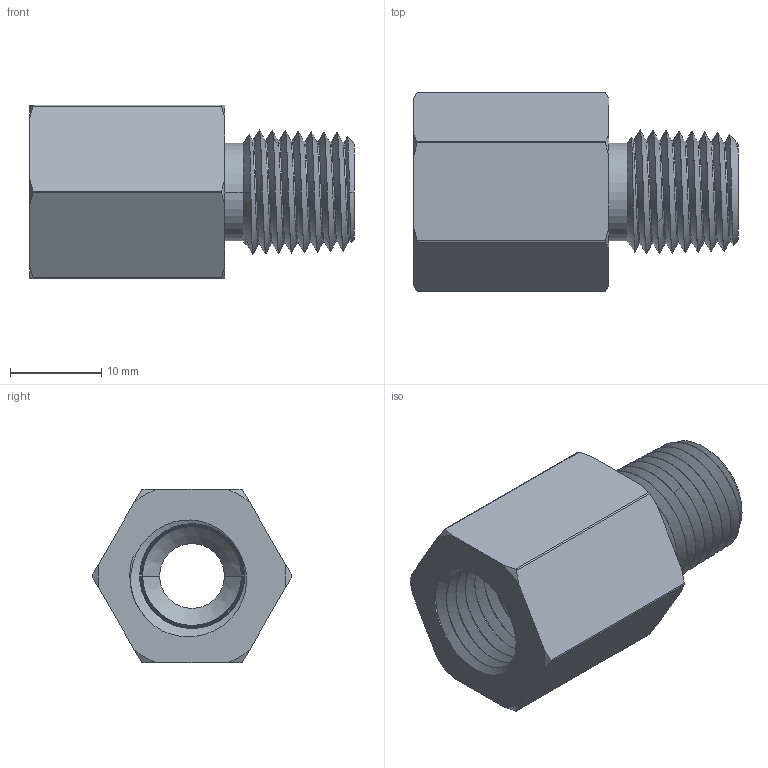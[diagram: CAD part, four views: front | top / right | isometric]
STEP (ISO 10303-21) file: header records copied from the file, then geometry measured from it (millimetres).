
FILE_DESCRIPTION((''),'2;1');
FILE_NAME('ADAPTER_H_MFAA','2025-07-08T13:16:38',('Administrator'),(''),'CREO PARAMETRIC BY PTC INC, 2020184','CREO PARAMETRIC BY PTC INC, 2020184','');
FILE_SCHEMA(('AUTOMOTIVE_DESIGN { 1 0 10303 214 1 1 1 1 }'));
Length unit declared in the file: millimetre
Products named in the file (1): ADAPTER_H_MFAA
Bounding box: 35.6 x 21.93 x 19.05 mm (x, y, z)
Volume: 5855 mm3; surface area: 4169.8 mm2
Topology: 1 solids, 1 shells, 90 faces, 249 edges, 172 vertices
Faces by surface type: cone 51, bspline 18, cylinder 12, plane 9
Entity records: 7924 total; most frequent: CARTESIAN_POINT 5736, ORIENTED_EDGE 490, DIRECTION 293, EDGE_CURVE 245, VERTEX_POINT 158, B_SPLINE_CURVE_WITH_KNOTS 134, COLOUR_RGB 116, AXIS2_PLACEMENT_3D 105
